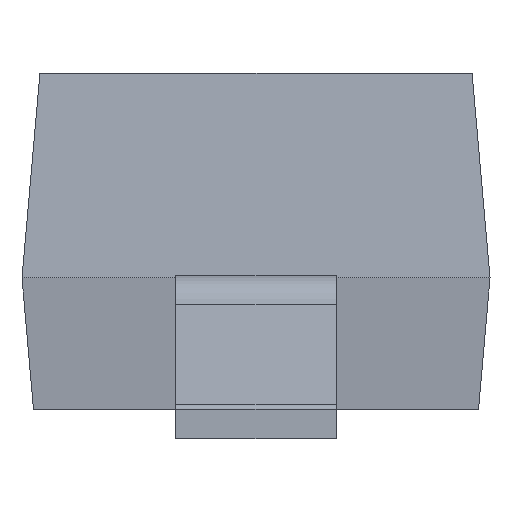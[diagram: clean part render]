
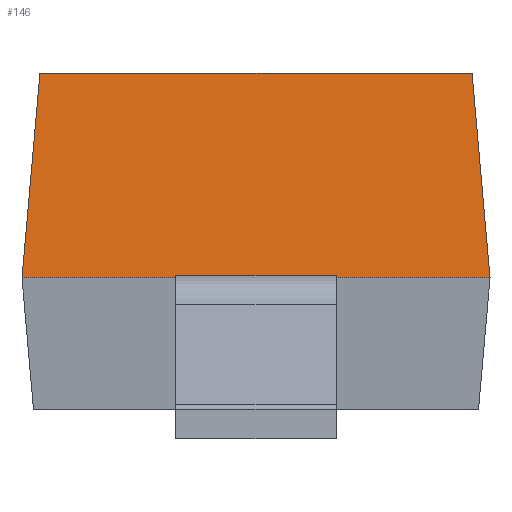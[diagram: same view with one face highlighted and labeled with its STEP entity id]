
A CAD part, front view. The second image highlights one B-rep face of the part: STEP entity #146.
In plain terms, the highlighted planar face has unit normal (0, -0.996, 0.087).
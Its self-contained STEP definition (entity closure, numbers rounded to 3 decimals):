
#146=ADVANCED_FACE('',(#218),#186,.F.);
#186=PLANE('',#839);
#218=FACE_OUTER_BOUND('',#258,.T.);
#258=EDGE_LOOP('',(#307,#308,#309,#310));
#307=ORIENTED_EDGE('',*,*,#564,.T.);
#308=ORIENTED_EDGE('',*,*,#557,.F.);
#309=ORIENTED_EDGE('',*,*,#566,.F.);
#310=ORIENTED_EDGE('',*,*,#567,.F.);
#493=VERTEX_POINT('',#1095);
#494=VERTEX_POINT('',#1097);
#500=VERTEX_POINT('',#1112);
#501=VERTEX_POINT('',#1116);
#557=EDGE_CURVE('',#493,#494,#655,.T.);
#564=EDGE_CURVE('',#500,#494,#662,.T.);
#566=EDGE_CURVE('',#501,#493,#664,.T.);
#567=EDGE_CURVE('',#500,#501,#665,.T.);
#655=LINE('',#1096,#737);
#662=LINE('',#1111,#744);
#664=LINE('',#1115,#746);
#665=LINE('',#1117,#747);
#737=VECTOR('',#896,1.);
#744=VECTOR('',#907,1.);
#746=VECTOR('',#911,1.);
#747=VECTOR('',#912,1.);
#839=AXIS2_PLACEMENT_3D('',#1118,#913,#914);
#896=DIRECTION('',(1.,0.,0.));
#907=DIRECTION('',(-0.087,0.087,0.992));
#911=DIRECTION('',(0.087,0.087,0.992));
#912=DIRECTION('',(-1.,0.,0.));
#913=DIRECTION('',(0.,0.996,-0.087));
#914=DIRECTION('',(0.,0.087,0.996));
#1095=CARTESIAN_POINT('',(0.061,0.061,1.15));
#1096=CARTESIAN_POINT('',(0.8,0.061,1.15));
#1097=CARTESIAN_POINT('',(1.539,0.061,1.15));
#1111=CARTESIAN_POINT('',(1.59,0.01,0.566));
#1112=CARTESIAN_POINT('',(1.6,0.,0.45));
#1115=CARTESIAN_POINT('',(0.006,0.006,0.519));
#1116=CARTESIAN_POINT('',(0.,0.,0.45));
#1117=CARTESIAN_POINT('',(0.8,0.,0.45));
#1118=CARTESIAN_POINT('',(0.8,0.,0.45));
